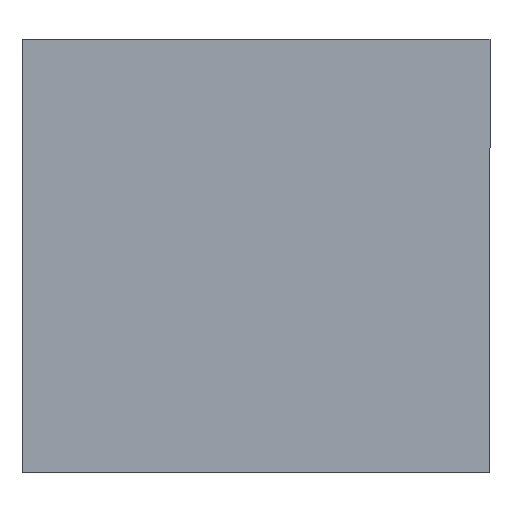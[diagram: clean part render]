
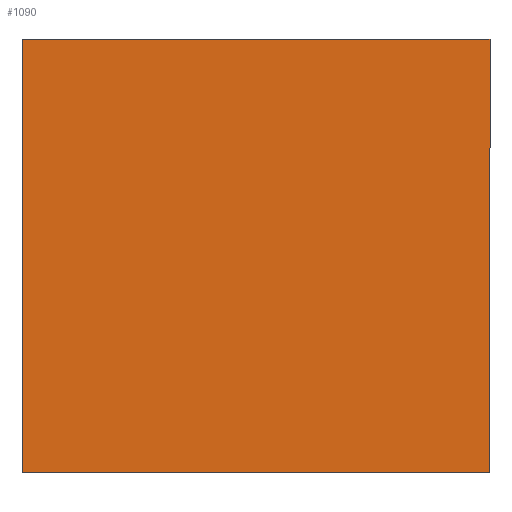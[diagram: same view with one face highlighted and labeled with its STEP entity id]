
A CAD part, front view. The second image highlights one B-rep face of the part: STEP entity #1090.
In plain terms, the highlighted planar face has unit normal (0, -1, 0).
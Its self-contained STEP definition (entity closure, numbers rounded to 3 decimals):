
#71 = DIRECTION ( 'NONE',  ( 0., -1., 0. ) ) ;
#113 = VERTEX_POINT ( 'NONE', #531 ) ;
#139 = CARTESIAN_POINT ( 'NONE',  ( -63.09, -2., -58.05 ) ) ;
#145 = CARTESIAN_POINT ( 'NONE',  ( 5.05, -2., 5.05 ) ) ;
#202 = DIRECTION ( 'NONE',  ( 0., 0., -1. ) ) ;
#227 = FACE_OUTER_BOUND ( 'NONE', #1230, .T. ) ;
#263 = VECTOR ( 'NONE', #434, 1000. ) ;
#313 = LINE ( 'NONE', #1001, #1603 ) ;
#345 = AXIS2_PLACEMENT_3D ( 'NONE', #801, #71, #202 ) ;
#434 = DIRECTION ( 'NONE',  ( 0., 0., 1. ) ) ;
#462 = EDGE_CURVE ( 'NONE', #726, #1307, #1136, .T. ) ;
#488 = LINE ( 'NONE', #145, #1881 ) ;
#497 = VERTEX_POINT ( 'NONE', #139 ) ;
#531 = CARTESIAN_POINT ( 'NONE',  ( -63.09, -2., 5.05 ) ) ;
#720 = VECTOR ( 'NONE', #919, 1000. ) ;
#726 = VERTEX_POINT ( 'NONE', #1055 ) ;
#756 = ORIENTED_EDGE ( 'NONE', *, *, #462, .T. ) ;
#759 = EDGE_CURVE ( 'NONE', #497, #726, #763, .T. ) ;
#763 = LINE ( 'NONE', #777, #720 ) ;
#777 = CARTESIAN_POINT ( 'NONE',  ( -63.09, -2., -58.05 ) ) ;
#801 = CARTESIAN_POINT ( 'NONE',  ( 0., -2., 0. ) ) ;
#914 = CARTESIAN_POINT ( 'NONE',  ( 5.05, -2., 5.05 ) ) ;
#919 = DIRECTION ( 'NONE',  ( 1., 0., 0. ) ) ;
#953 = ORIENTED_EDGE ( 'NONE', *, *, #759, .T. ) ;
#1001 = CARTESIAN_POINT ( 'NONE',  ( -63.09, -2., 5.05 ) ) ;
#1055 = CARTESIAN_POINT ( 'NONE',  ( 5.05, -2., -58.05 ) ) ;
#1090 = ADVANCED_FACE ( 'NONE', ( #227 ), #1688, .T. ) ;
#1136 = LINE ( 'NONE', #1164, #263 ) ;
#1164 = CARTESIAN_POINT ( 'NONE',  ( 5.05, -2., -58.05 ) ) ;
#1230 = EDGE_LOOP ( 'NONE', ( #1864, #1537, #953, #756 ) ) ;
#1307 = VERTEX_POINT ( 'NONE', #914 ) ;
#1537 = ORIENTED_EDGE ( 'NONE', *, *, #1611, .T. ) ;
#1603 = VECTOR ( 'NONE', #1617, 1000. ) ;
#1611 = EDGE_CURVE ( 'NONE', #113, #497, #313, .T. ) ;
#1617 = DIRECTION ( 'NONE',  ( 0., 0., -1. ) ) ;
#1688 = PLANE ( 'NONE',  #345 ) ;
#1710 = EDGE_CURVE ( 'NONE', #1307, #113, #488, .T. ) ;
#1864 = ORIENTED_EDGE ( 'NONE', *, *, #1710, .T. ) ;
#1881 = VECTOR ( 'NONE', #1919, 1000. ) ;
#1919 = DIRECTION ( 'NONE',  ( -1., 0., 0. ) ) ;
